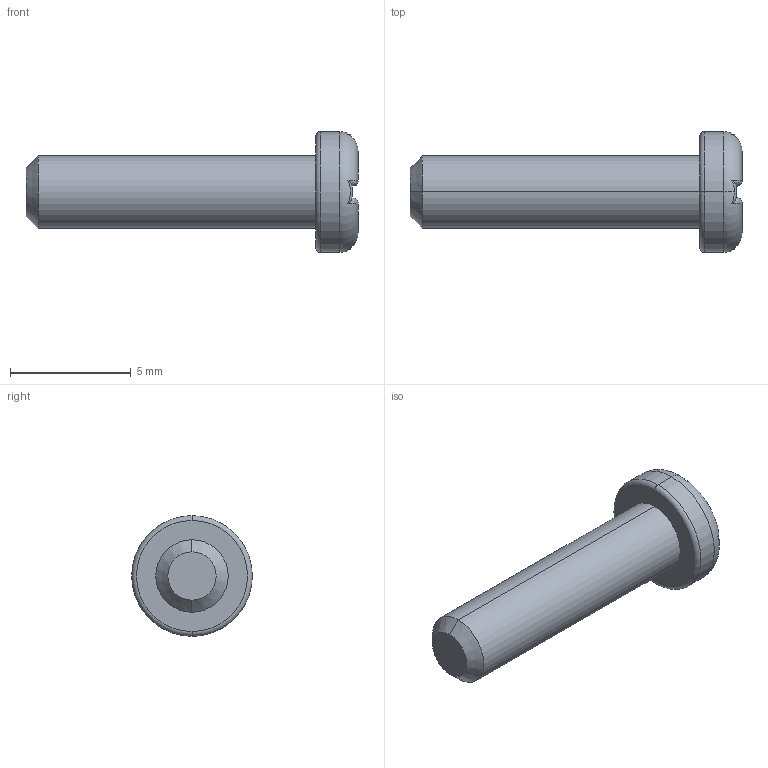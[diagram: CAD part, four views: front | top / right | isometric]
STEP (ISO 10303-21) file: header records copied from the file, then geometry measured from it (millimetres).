
FILE_DESCRIPTION (( 'STEP AP203' ), '1' );
FILE_NAME ('Moby-Vis-M3-12_Défaut_sldprt.STEP', '2019-11-01T12:19:38', ( '' ), ( '' ), 'SwSTEP 2.0', 'SolidWorks 2017', '' );
FILE_SCHEMA (( 'CONFIG_CONTROL_DESIGN' ));
Length unit declared in the file: millimetre
Products named in the file (1): Moby-Vis-M3-12_Défaut_sldprt
Bounding box: 13.75 x 5 x 5 mm (x, y, z)
Volume: 109.2 mm3; surface area: 190.5 mm2
Topology: 1 solids, 1 shells, 57 faces, 140 edges, 86 vertices
Faces by surface type: plane 19, cylinder 16, bspline 12, torus 8, cone 2
Entity records: 2073 total; most frequent: CARTESIAN_POINT 770, ORIENTED_EDGE 280, DIRECTION 222, EDGE_CURVE 140, AXIS2_PLACEMENT_3D 86, VERTEX_POINT 86, EDGE_LOOP 58, FACE_OUTER_BOUND 57
